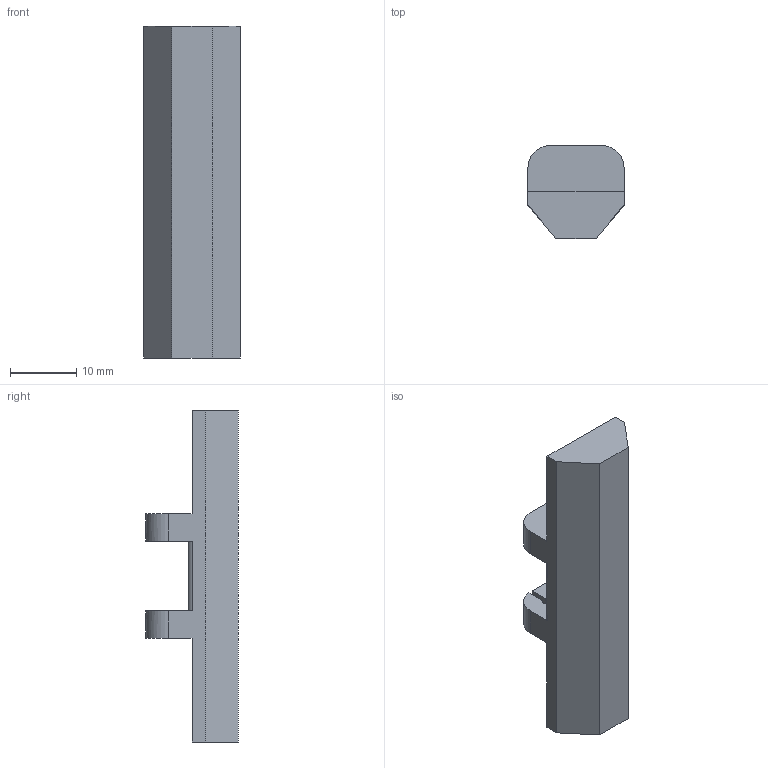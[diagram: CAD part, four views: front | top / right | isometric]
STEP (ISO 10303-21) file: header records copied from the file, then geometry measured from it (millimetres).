
FILE_DESCRIPTION(/* description */ (''),/* implementation_level */ '2;1');
FILE_NAME(/* name */ 'track-shoe_for_0.5mm-nozzle.step',/* time_stamp */ '2023-03-29T12:34:07+09:00',/* author */ ('TA2'),/* organization */ (''),/* preprocessor_version */ 'ST-DEVELOPER v18.1',/* originating_system */ 'Autodesk Inventor 2022',/* authorisation */ '');
FILE_SCHEMA (('AUTOMOTIVE_DESIGN { 1 0 10303 214 3 1 1 }'));
Length unit declared in the file: millimetre
Products named in the file (1): magnet-holder_2_double_2
Bounding box: 14.5 x 14 x 50 mm (x, y, z)
Volume: 4892.4 mm3; surface area: 2543.2 mm2
Topology: 1 solids, 1 shells, 40 faces, 114 edges, 76 vertices
Faces by surface type: plane 30, cylinder 10
Entity records: 1345 total; most frequent: CARTESIAN_POINT 231, ORIENTED_EDGE 228, DIRECTION 220, EDGE_CURVE 114, LINE 90, VECTOR 90, VERTEX_POINT 76, AXIS2_PLACEMENT_3D 65
